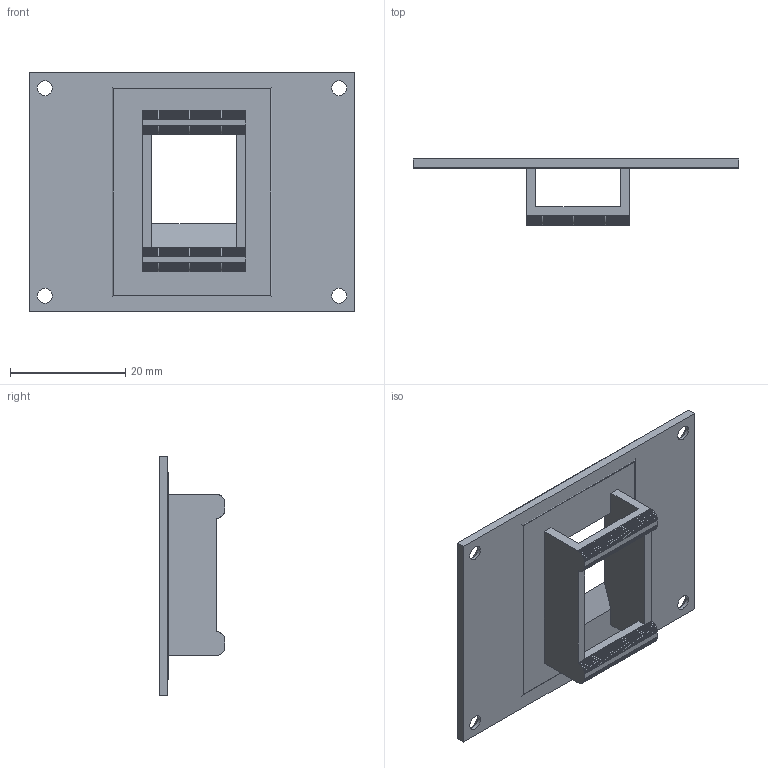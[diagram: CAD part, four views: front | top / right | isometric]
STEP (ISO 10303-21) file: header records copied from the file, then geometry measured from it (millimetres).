
FILE_DESCRIPTION(/* description */ ('','CAx-IF Rec.Pracs.---Representation and Presentation of Product Manufacturing Information (PMI)---4.0---2014-10-13'),/* implementation_level */ '2;1');
FILE_NAME(/* name */ 'Rear Extension - Single Ethernet.step',/* time_stamp */ '2025-01-06T15:21:36-05:00',/* author */ (''),/* organization */ (''),/* preprocessor_version */ 'ST-DEVELOPER v20',/* originating_system */ 'Autodesk Translation Framework v13.20.0.188',/* authorisation */ '');
FILE_SCHEMA (('AP242_MANAGED_MODEL_BASED_3D_ENGINEERING_MIM_LF { 1 0 10303 442 1 1 4 }'));
Length unit declared in the file: millimetre
Products named in the file (1): Rear Extension - Single Ethernet
Bounding box: 56.5 x 11.4 x 41.5 mm (x, y, z)
Volume: 4567.2 mm3; surface area: 6992 mm2
Topology: 2 solids, 2 shells, 604 faces, 1028 edges, 424 vertices
Faces by surface type: plane 596, cone 4, cylinder 4
Full cylindrical faces by diameter (mm): 2.6 x4
Entity records: 12956 total; most frequent: DIRECTION 2250, CARTESIAN_POINT 2057, ORIENTED_EDGE 2056, EDGE_CURVE 1028, LINE 1016, VECTOR 1016, AXIS2_PLACEMENT_3D 617, EDGE_LOOP 616
